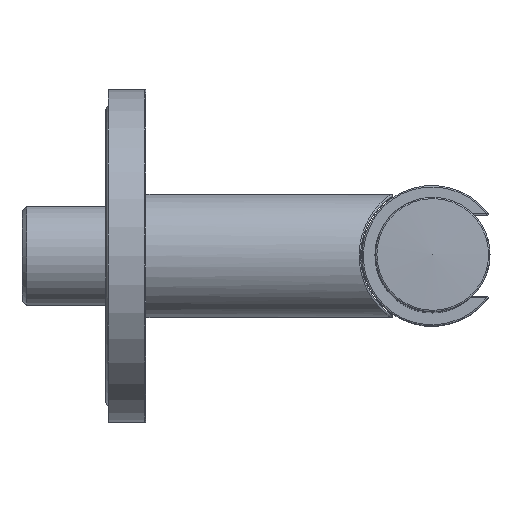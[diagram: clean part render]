
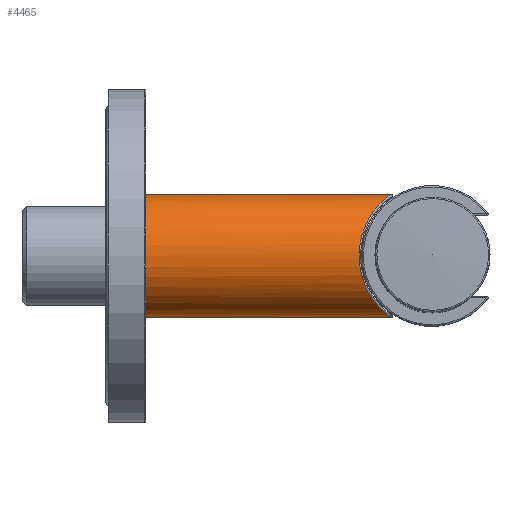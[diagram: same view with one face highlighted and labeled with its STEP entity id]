
A CAD part, top view. The second image highlights one B-rep face of the part: STEP entity #4465.
In plain terms, the highlighted cylindrical face has radius 12.998 mm (diameter 25.997 mm), a full revolution.
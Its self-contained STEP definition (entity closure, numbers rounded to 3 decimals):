
#391=B_SPLINE_CURVE_WITH_KNOTS('',3,(#8076,#8077,#8078,#8079,#8080,#8081,
#8082,#8083,#8084,#8085,#8086,#8087,#8088,#8089,#8090,#8091,#8092,#8093,
#8094,#8095,#8096,#8097,#8098,#8099,#8100,#8101,#8102,#8103,#8104,#8105,
#8106,#8107,#8108),.UNSPECIFIED.,.T.,.F.,(1,1,1,1,1,1,1,1,1,1,1,1,1,1,1,
1,1,1,1,1,1,1,1,1,1,1,1,1,1,1,1,1,1,1,1,1,1),(-0.008,-0.005,
-0.003,0.,0.003,0.005,
0.008,0.01,0.013,0.015,
0.02,0.023,0.025,0.028,
0.03,0.033,0.035,0.038,
0.04,0.042,0.043,0.045,
0.048,0.05,0.056,0.058,
0.061,0.063,0.066,0.071,
0.073,0.076,0.078,0.081,
0.083,0.086,0.088),.UNSPECIFIED.);
#392=B_SPLINE_CURVE_WITH_KNOTS('',3,(#8110,#8111,#8112,#8113,#8114,#8115,
#8116,#8117,#8118,#8119,#8120,#8121,#8122,#8123,#8124,#8125,#8126,#8127,
#8128,#8129,#8130,#8131,#8132,#8133,#8134,#8135,#8136,#8137,#8138,#8139),
 .UNSPECIFIED.,.T.,.F.,(1,1,1,1,1,1,1,1,1,1,1,1,1,1,1,1,1,1,1,1,1,1,1,1,
1,1,1,1,1,1,1,1,1,1),(-0.008,-0.005,-0.003,
0.,0.003,0.005,0.008,
0.011,0.014,0.016,0.022,
0.025,0.027,0.033,0.035,
0.038,0.041,0.044,0.046,
0.049,0.052,0.054,0.06,
0.063,0.065,0.071,0.076,
0.079,0.082,0.084,0.087,
0.09,0.093,0.095),.UNSPECIFIED.);
#808=CYLINDRICAL_SURFACE('',#6067,12.998);
#968=ORIENTED_EDGE('',*,*,#2082,.T.);
#969=ORIENTED_EDGE('',*,*,#2083,.T.);
#970=ORIENTED_EDGE('',*,*,#2084,.F.);
#2082=EDGE_CURVE('',#2652,#2652,#391,.T.);
#2083=EDGE_CURVE('',#2653,#2653,#392,.T.);
#2084=EDGE_CURVE('',#2654,#2654,#3089,.T.);
#2652=VERTEX_POINT('',#8109);
#2653=VERTEX_POINT('',#8140);
#2654=VERTEX_POINT('',#8142);
#3089=CIRCLE('',#6068,12.998);
#3367=EDGE_LOOP('',(#968));
#3368=EDGE_LOOP('',(#969));
#3369=EDGE_LOOP('',(#970));
#3911=FACE_BOUND('',#3367,.T.);
#3912=FACE_BOUND('',#3368,.T.);
#3913=FACE_BOUND('',#3369,.T.);
#4465=ADVANCED_FACE('',(#3911,#3912,#3913),#808,.T.);
#6067=AXIS2_PLACEMENT_3D('',#8075,#6702,#6703);
#6068=AXIS2_PLACEMENT_3D('',#8141,#6704,#6705);
#6702=DIRECTION('',(0.,0.,-1.));
#6703=DIRECTION('',(-1.,0.,0.));
#6704=DIRECTION('',(0.,0.,-1.));
#6705=DIRECTION('',(1.,0.,0.));
#8075=CARTESIAN_POINT('',(0.,0.,62.386));
#8076=CARTESIAN_POINT('',(-11.379,-6.306,20.498));
#8077=CARTESIAN_POINT('',(-11.644,-5.774,22.998));
#8078=CARTESIAN_POINT('',(-11.379,-6.308,25.51));
#8079=CARTESIAN_POINT('',(-10.708,-7.417,27.683));
#8080=CARTESIAN_POINT('',(-9.729,-8.678,29.597));
#8081=CARTESIAN_POINT('',(-8.411,-9.972,31.327));
#8082=CARTESIAN_POINT('',(-6.794,-11.147,32.796));
#8083=CARTESIAN_POINT('',(-4.142,-12.49,34.412));
#8084=CARTESIAN_POINT('',(-0.851,-13.165,35.193));
#8085=CARTESIAN_POINT('',(2.508,-12.834,34.809));
#8086=CARTESIAN_POINT('',(4.813,-12.149,34.002));
#8087=CARTESIAN_POINT('',(6.804,-11.142,32.79));
#8088=CARTESIAN_POINT('',(8.426,-9.959,31.31));
#8089=CARTESIAN_POINT('',(9.741,-8.664,29.576));
#8090=CARTESIAN_POINT('',(10.72,-7.401,27.657));
#8091=CARTESIAN_POINT('',(11.387,-6.292,25.468));
#8092=CARTESIAN_POINT('',(11.601,-5.862,23.39));
#8093=CARTESIAN_POINT('',(11.508,-6.046,21.696));
#8094=CARTESIAN_POINT('',(11.262,-6.504,20.116));
#8095=CARTESIAN_POINT('',(10.703,-7.425,18.299));
#8096=CARTESIAN_POINT('',(9.711,-8.697,16.378));
#8097=CARTESIAN_POINT('',(7.971,-10.403,14.098));
#8098=CARTESIAN_POINT('',(5.554,-11.931,12.256));
#8099=CARTESIAN_POINT('',(2.486,-12.838,11.187));
#8100=CARTESIAN_POINT('',(-0.022,-13.08,10.904));
#8101=CARTESIAN_POINT('',(-2.525,-12.83,11.196));
#8102=CARTESIAN_POINT('',(-5.591,-11.914,12.275));
#8103=CARTESIAN_POINT('',(-8.002,-10.378,14.131));
#8104=CARTESIAN_POINT('',(-9.723,-8.683,16.397));
#8105=CARTESIAN_POINT('',(-10.715,-7.408,18.331));
#8106=CARTESIAN_POINT('',(-11.379,-6.306,20.498));
#8107=CARTESIAN_POINT('',(-11.644,-5.774,22.998));
#8108=CARTESIAN_POINT('',(-11.379,-6.308,25.51));
#8109=CARTESIAN_POINT('',(-11.555,-5.952,23.));
#8110=CARTESIAN_POINT('',(-12.8,-2.736,51.168));
#8111=CARTESIAN_POINT('',(-13.097,0.003,51.613));
#8112=CARTESIAN_POINT('',(-12.801,2.723,51.17));
#8113=CARTESIAN_POINT('',(-12.022,5.139,50.157));
#8114=CARTESIAN_POINT('',(-10.874,7.256,48.939));
#8115=CARTESIAN_POINT('',(-9.351,9.135,47.669));
#8116=CARTESIAN_POINT('',(-7.506,10.707,46.509));
#8117=CARTESIAN_POINT('',(-4.551,12.391,45.199));
#8118=CARTESIAN_POINT('',(-0.982,13.186,44.546));
#8119=CARTESIAN_POINT('',(2.649,12.821,44.845));
#8120=CARTESIAN_POINT('',(6.031,11.743,45.708));
#8121=CARTESIAN_POINT('',(8.787,9.812,47.207));
#8122=CARTESIAN_POINT('',(10.82,7.335,48.889));
#8123=CARTESIAN_POINT('',(11.987,5.221,50.115));
#8124=CARTESIAN_POINT('',(12.778,2.826,51.136));
#8125=CARTESIAN_POINT('',(13.096,0.119,51.612));
#8126=CARTESIAN_POINT('',(12.824,-2.613,51.204));
#8127=CARTESIAN_POINT('',(12.064,-5.046,50.205));
#8128=CARTESIAN_POINT('',(10.906,-7.206,48.97));
#8129=CARTESIAN_POINT('',(8.915,-9.694,47.295));
#8130=CARTESIAN_POINT('',(6.173,-11.67,45.766));
#8131=CARTESIAN_POINT('',(2.808,-12.787,44.872));
#8132=CARTESIAN_POINT('',(-0.828,-13.2,44.535));
#8133=CARTESIAN_POINT('',(-5.345,-12.237,45.324));
#8134=CARTESIAN_POINT('',(-8.808,-9.795,47.221));
#8135=CARTESIAN_POINT('',(-10.846,-7.297,48.913));
#8136=CARTESIAN_POINT('',(-12.013,-5.163,50.145));
#8137=CARTESIAN_POINT('',(-12.8,-2.736,51.168));
#8138=CARTESIAN_POINT('',(-13.097,0.003,51.613));
#8139=CARTESIAN_POINT('',(-12.801,2.723,51.17));
#8140=CARTESIAN_POINT('',(-12.998,0.,51.465));
#8141=CARTESIAN_POINT('',(0.,0.,0.));
#8142=CARTESIAN_POINT('',(12.998,0.,0.));
